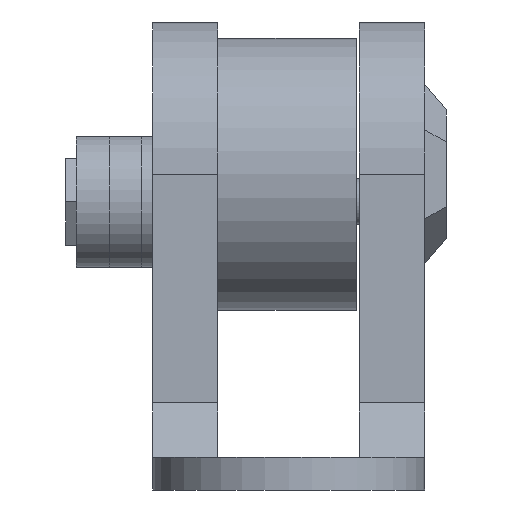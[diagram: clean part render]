
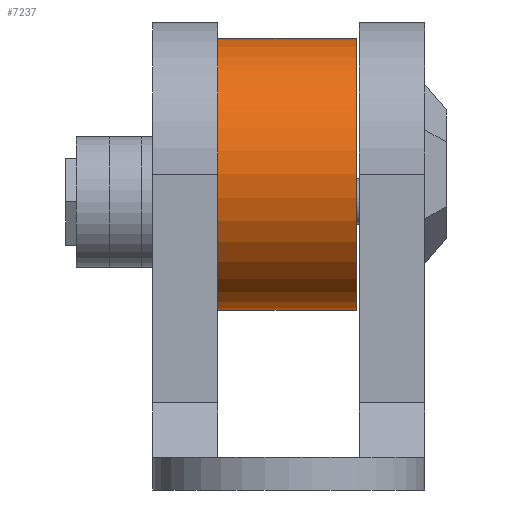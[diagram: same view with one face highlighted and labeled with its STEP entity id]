
A CAD part, left-side view. The second image highlights one B-rep face of the part: STEP entity #7237.
In plain terms, the highlighted cylindrical face has radius 12.5 mm (diameter 25 mm), a partial arc.
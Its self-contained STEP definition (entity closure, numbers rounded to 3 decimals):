
#4889 = PLANE('',#4890);
#4890 = AXIS2_PLACEMENT_3D('',#4891,#4892,#4893);
#4891 = CARTESIAN_POINT('',(77.5,-6.2,29.));
#4892 = DIRECTION('',(0.,-1.,0.));
#4893 = DIRECTION('',(0.,0.,-1.));
#6321 = VERTEX_POINT('',#6322);
#6322 = CARTESIAN_POINT('',(0.,-6.2,41.5));
#6338 = PLANE('',#6339);
#6339 = AXIS2_PLACEMENT_3D('',#6340,#6341,#6342);
#6340 = CARTESIAN_POINT('',(0.,6.5,41.5));
#6341 = DIRECTION('',(0.,0.,1.));
#6342 = DIRECTION('',(1.,0.,0.));
#6350 = EDGE_CURVE('',#6321,#6351,#6353,.T.);
#6351 = VERTEX_POINT('',#6352);
#6352 = CARTESIAN_POINT('',(0.,-6.2,16.5));
#6353 = SURFACE_CURVE('',#6354,(#6359,#6366),.PCURVE_S1.);
#6354 = CIRCLE('',#6355,12.5);
#6355 = AXIS2_PLACEMENT_3D('',#6356,#6357,#6358);
#6356 = CARTESIAN_POINT('',(0.,-6.2,29.));
#6357 = DIRECTION('',(0.,-1.,0.));
#6358 = DIRECTION('',(1.,0.,0.));
#6359 = PCURVE('',#4889,#6360);
#6360 = DEFINITIONAL_REPRESENTATION('',(#6361),#6365);
#6361 = CIRCLE('',#6362,12.5);
#6362 = AXIS2_PLACEMENT_2D('',#6363,#6364);
#6363 = CARTESIAN_POINT('',(0.,-77.5));
#6364 = DIRECTION('',(0.,1.));
#6365 = ( GEOMETRIC_REPRESENTATION_CONTEXT(2) 
PARAMETRIC_REPRESENTATION_CONTEXT() REPRESENTATION_CONTEXT('2D SPACE',''
  ) );
#6366 = PCURVE('',#6367,#6372);
#6367 = CYLINDRICAL_SURFACE('',#6368,12.5);
#6368 = AXIS2_PLACEMENT_3D('',#6369,#6370,#6371);
#6369 = CARTESIAN_POINT('',(0.,6.5,29.));
#6370 = DIRECTION('',(0.,1.,0.));
#6371 = DIRECTION('',(1.,0.,0.));
#6372 = DEFINITIONAL_REPRESENTATION('',(#6373),#6377);
#6373 = LINE('',#6374,#6375);
#6374 = CARTESIAN_POINT('',(-0.,-12.7));
#6375 = VECTOR('',#6376,1.);
#6376 = DIRECTION('',(-1.,0.));
#6377 = ( GEOMETRIC_REPRESENTATION_CONTEXT(2) 
PARAMETRIC_REPRESENTATION_CONTEXT() REPRESENTATION_CONTEXT('2D SPACE',''
  ) );
#6395 = PLANE('',#6396);
#6396 = AXIS2_PLACEMENT_3D('',#6397,#6398,#6399);
#6397 = CARTESIAN_POINT('',(0.,6.5,16.5));
#6398 = DIRECTION('',(0.,0.,1.));
#6399 = DIRECTION('',(1.,0.,0.));
#7155 = PLANE('',#7156);
#7156 = AXIS2_PLACEMENT_3D('',#7157,#7158,#7159);
#7157 = CARTESIAN_POINT('',(77.5,6.5,29.));
#7158 = DIRECTION('',(0.,-1.,0.));
#7159 = DIRECTION('',(0.,0.,-1.));
#7170 = EDGE_CURVE('',#7171,#6321,#7173,.T.);
#7171 = VERTEX_POINT('',#7172);
#7172 = CARTESIAN_POINT('',(0.,6.5,41.5));
#7173 = SURFACE_CURVE('',#7174,(#7178,#7185),.PCURVE_S1.);
#7174 = LINE('',#7175,#7176);
#7175 = CARTESIAN_POINT('',(0.,6.5,41.5));
#7176 = VECTOR('',#7177,1.);
#7177 = DIRECTION('',(0.,-1.,0.));
#7178 = PCURVE('',#6338,#7179);
#7179 = DEFINITIONAL_REPRESENTATION('',(#7180),#7184);
#7180 = LINE('',#7181,#7182);
#7181 = CARTESIAN_POINT('',(0.,0.));
#7182 = VECTOR('',#7183,1.);
#7183 = DIRECTION('',(0.,-1.));
#7184 = ( GEOMETRIC_REPRESENTATION_CONTEXT(2) 
PARAMETRIC_REPRESENTATION_CONTEXT() REPRESENTATION_CONTEXT('2D SPACE',''
  ) );
#7185 = PCURVE('',#6367,#7186);
#7186 = DEFINITIONAL_REPRESENTATION('',(#7187),#7191);
#7187 = LINE('',#7188,#7189);
#7188 = CARTESIAN_POINT('',(-1.571,0.));
#7189 = VECTOR('',#7190,1.);
#7190 = DIRECTION('',(-0.,-1.));
#7191 = ( GEOMETRIC_REPRESENTATION_CONTEXT(2) 
PARAMETRIC_REPRESENTATION_CONTEXT() REPRESENTATION_CONTEXT('2D SPACE',''
  ) );
#7237 = ADVANCED_FACE('',(#7238),#6367,.T.);
#7238 = FACE_BOUND('',#7239,.F.);
#7239 = EDGE_LOOP('',(#7240,#7241,#7242,#7265));
#7240 = ORIENTED_EDGE('',*,*,#7170,.T.);
#7241 = ORIENTED_EDGE('',*,*,#6350,.T.);
#7242 = ORIENTED_EDGE('',*,*,#7243,.F.);
#7243 = EDGE_CURVE('',#7244,#6351,#7246,.T.);
#7244 = VERTEX_POINT('',#7245);
#7245 = CARTESIAN_POINT('',(0.,6.5,16.5));
#7246 = SURFACE_CURVE('',#7247,(#7251,#7258),.PCURVE_S1.);
#7247 = LINE('',#7248,#7249);
#7248 = CARTESIAN_POINT('',(0.,6.5,16.5));
#7249 = VECTOR('',#7250,1.);
#7250 = DIRECTION('',(0.,-1.,0.));
#7251 = PCURVE('',#6367,#7252);
#7252 = DEFINITIONAL_REPRESENTATION('',(#7253),#7257);
#7253 = LINE('',#7254,#7255);
#7254 = CARTESIAN_POINT('',(-4.712,0.));
#7255 = VECTOR('',#7256,1.);
#7256 = DIRECTION('',(-0.,-1.));
#7257 = ( GEOMETRIC_REPRESENTATION_CONTEXT(2) 
PARAMETRIC_REPRESENTATION_CONTEXT() REPRESENTATION_CONTEXT('2D SPACE',''
  ) );
#7258 = PCURVE('',#6395,#7259);
#7259 = DEFINITIONAL_REPRESENTATION('',(#7260),#7264);
#7260 = LINE('',#7261,#7262);
#7261 = CARTESIAN_POINT('',(0.,0.));
#7262 = VECTOR('',#7263,1.);
#7263 = DIRECTION('',(0.,-1.));
#7264 = ( GEOMETRIC_REPRESENTATION_CONTEXT(2) 
PARAMETRIC_REPRESENTATION_CONTEXT() REPRESENTATION_CONTEXT('2D SPACE',''
  ) );
#7265 = ORIENTED_EDGE('',*,*,#7266,.F.);
#7266 = EDGE_CURVE('',#7171,#7244,#7267,.T.);
#7267 = SURFACE_CURVE('',#7268,(#7273,#7280),.PCURVE_S1.);
#7268 = CIRCLE('',#7269,12.5);
#7269 = AXIS2_PLACEMENT_3D('',#7270,#7271,#7272);
#7270 = CARTESIAN_POINT('',(0.,6.5,29.));
#7271 = DIRECTION('',(0.,-1.,0.));
#7272 = DIRECTION('',(1.,0.,0.));
#7273 = PCURVE('',#6367,#7274);
#7274 = DEFINITIONAL_REPRESENTATION('',(#7275),#7279);
#7275 = LINE('',#7276,#7277);
#7276 = CARTESIAN_POINT('',(-0.,0.));
#7277 = VECTOR('',#7278,1.);
#7278 = DIRECTION('',(-1.,0.));
#7279 = ( GEOMETRIC_REPRESENTATION_CONTEXT(2) 
PARAMETRIC_REPRESENTATION_CONTEXT() REPRESENTATION_CONTEXT('2D SPACE',''
  ) );
#7280 = PCURVE('',#7155,#7281);
#7281 = DEFINITIONAL_REPRESENTATION('',(#7282),#7286);
#7282 = CIRCLE('',#7283,12.5);
#7283 = AXIS2_PLACEMENT_2D('',#7284,#7285);
#7284 = CARTESIAN_POINT('',(0.,-77.5));
#7285 = DIRECTION('',(0.,1.));
#7286 = ( GEOMETRIC_REPRESENTATION_CONTEXT(2) 
PARAMETRIC_REPRESENTATION_CONTEXT() REPRESENTATION_CONTEXT('2D SPACE',''
  ) );
